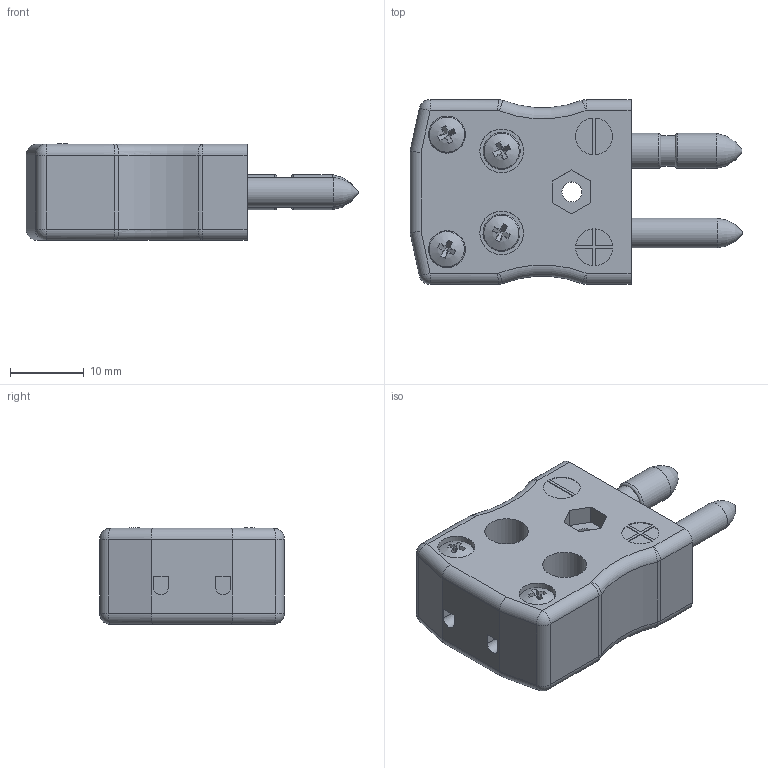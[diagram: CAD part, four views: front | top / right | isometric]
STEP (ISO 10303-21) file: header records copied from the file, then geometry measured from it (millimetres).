
FILE_DESCRIPTION (( 'STEP AP214' ), '1' );
FILE_NAME ('226-Yellow-Standard inline plug quick wire.STEP', '2025-12-17T08:25:05', ( '' ), ( '' ), 'SwSTEP 2.0', 'SolidWorks 2014', '' );
FILE_SCHEMA (( 'AUTOMOTIVE_DESIGN' ));
Length unit declared in the file: millimetre
Products named in the file (6): 226-Yellow-Standard inline plug quick wire; 158-Standard inline plug quick wire_Yellow; 140-Round Neg Connector; 139-Round Pos Connector; 137-M2-5 Phillips head Screw_6.2mm thread; 137-M2-5 Phillips head Screw_10.7mm thread
Assembly tree (7 placements, depth 2):
  226-Yellow-Standard inline plug quick wire
    158-Standard inline plug quick wire_Yellow
    137-M2-5 Phillips head Screw_10.7mm thread  x2
    139-Round Pos Connector
    140-Round Neg Connector
    137-M2-5 Phillips head Screw_6.2mm thread  x2
Bounding box: 44.9 x 25 x 13.07 mm (x, y, z)
Volume: 8959.7 mm3; surface area: 5294.7 mm2
Topology: 7 solids, 7 shells, 314 faces, 738 edges, 459 vertices
Faces by surface type: plane 145, cylinder 129, bspline 20, sphere 8, torus 8, cone 4
Full cylindrical faces by diameter (mm): 2.5 x72, 2.7 x5, 4 x1, 4.1 x1, 4.76 x2, 5 x6, 5.9 x2
Entity records: 18022 total; most frequent: CARTESIAN_POINT 13738, DIRECTION 830, ORIENTED_EDGE 780, EDGE_CURVE 390, AXIS2_PLACEMENT_3D 296, VERTEX_POINT 256, EDGE_LOOP 250, LINE 238
